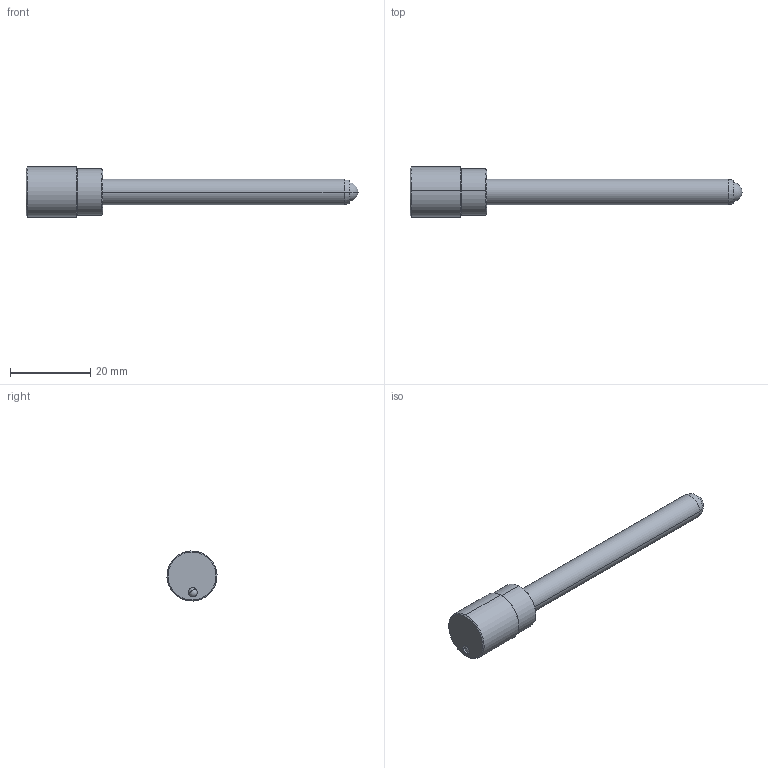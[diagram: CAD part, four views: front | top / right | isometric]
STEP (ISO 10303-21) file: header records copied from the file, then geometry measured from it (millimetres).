
FILE_DESCRIPTION (( 'STEP AP214' ), '1' );
FILE_NAME ('0629-E0W.STEP', '2008-07-28T17:23:31', ( '' ), ( '' ), 'SwSTEP 2.0', 'SolidWorks 2007', '' );
FILE_SCHEMA (( 'AUTOMOTIVE_DESIGN' ));
Length unit declared in the file: millimetre
Products named in the file (1): 0629-E0W
Bounding box: 82.55 x 12.43 x 12.43 mm (x, y, z)
Volume: 4209.9 mm3; surface area: 2866.7 mm2
Topology: 4 solids, 4 shells, 40 faces, 83 edges, 48 vertices
Faces by surface type: cylinder 14, cone 12, plane 8, sphere 6
Entity records: 1460 total; most frequent: DIRECTION 196, CARTESIAN_POINT 154, ORIENTED_EDGE 140, AXIS2_PLACEMENT_3D 85, EDGE_CURVE 70, EDGE_LOOP 45, UNCERTAINTY_MEASURE_WITH_UNIT 45, FILL_AREA_STYLE_COLOUR 44
